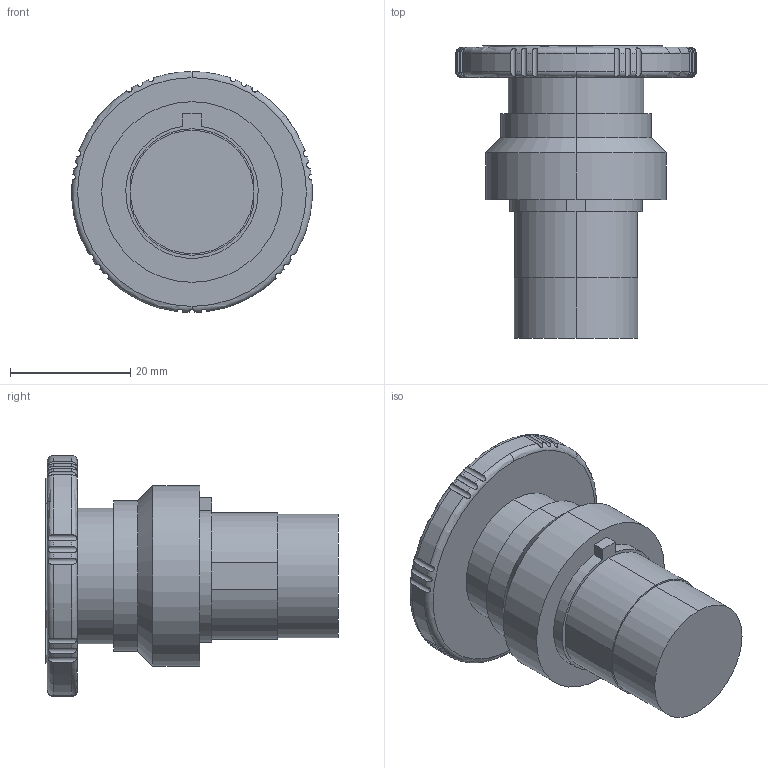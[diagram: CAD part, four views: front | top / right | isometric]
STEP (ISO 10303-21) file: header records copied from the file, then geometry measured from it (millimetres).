
FILE_DESCRIPTION (( 'STEP AP214' ), '1' );
FILE_NAME ('E-Stop.STEP', '2015-05-16T07:22:01', ( '' ), ( '' ), 'SwSTEP 2.0', 'SolidWorks 2014', '' );
FILE_SCHEMA (( 'AUTOMOTIVE_DESIGN' ));
Length unit declared in the file: millimetre
Products named in the file (1): E-Stop
Bounding box: 39.97 x 48.55 x 39.99 mm (x, y, z)
Volume: 24976.8 mm3; surface area: 8828.5 mm2
Topology: 1 solids, 1 shells, 111 faces, 295 edges, 194 vertices
Faces by surface type: cylinder 73, plane 32, torus 4, cone 2
Entity records: 5341 total; most frequent: CARTESIAN_POINT 1377, ORIENTED_EDGE 590, DIRECTION 557, EDGE_CURVE 295, AXIS2_PLACEMENT_3D 210, VERTEX_POINT 194, LINE 137, VECTOR 137
